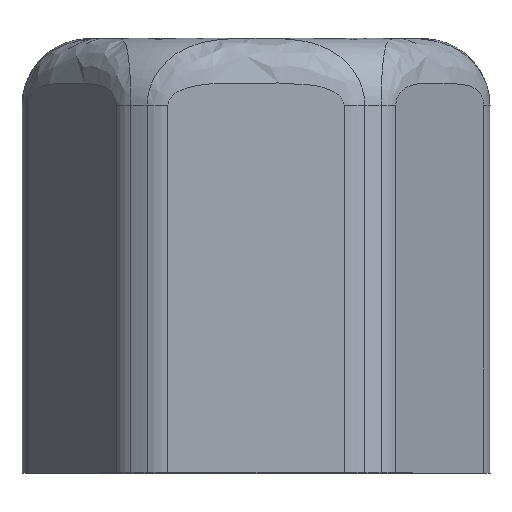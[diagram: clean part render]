
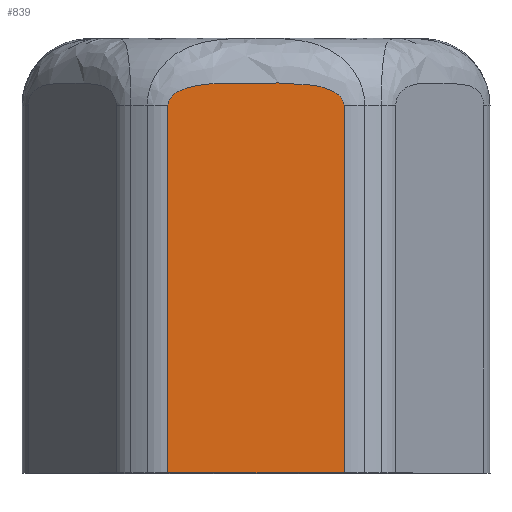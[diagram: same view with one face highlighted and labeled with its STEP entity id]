
A CAD part, top view. The second image highlights one B-rep face of the part: STEP entity #839.
In plain terms, the highlighted planar face has unit normal (0, 0, 1).
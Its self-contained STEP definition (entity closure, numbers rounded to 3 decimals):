
#24=PLANE('',#919);
#53=FACE_OUTER_BOUND('',#106,.T.);
#106=EDGE_LOOP('',(#576,#577,#578,#579));
#225=B_SPLINE_CURVE_WITH_KNOTS('',3,(#1592,#1593,#1594,#1595,#1596,#1597,
#1598,#1599,#1600,#1601,#1602,#1603,#1604,#1605,#1606),.UNSPECIFIED.,.F.,
 .F.,(4,1,1,1,1,1,1,1,1,1,1,1,4),(0.,0.031,0.062,
0.124,0.186,0.248,0.372,
0.496,0.62,0.744,0.806,
0.837,0.868),.UNSPECIFIED.);
#251=LINE('',#1495,#292);
#254=LINE('',#1612,#295);
#255=LINE('',#1614,#296);
#292=VECTOR('',#1036,10.);
#295=VECTOR('',#1047,10.);
#296=VECTOR('',#1050,10.);
#348=VERTEX_POINT('',#1492);
#349=VERTEX_POINT('',#1494);
#351=VERTEX_POINT('',#1574);
#353=VERTEX_POINT('',#1608);
#433=EDGE_CURVE('',#348,#349,#251,.T.);
#438=EDGE_CURVE('',#349,#351,#225,.T.);
#441=EDGE_CURVE('',#351,#353,#254,.T.);
#442=EDGE_CURVE('',#353,#348,#255,.T.);
#576=ORIENTED_EDGE('',*,*,#441,.F.);
#577=ORIENTED_EDGE('',*,*,#438,.F.);
#578=ORIENTED_EDGE('',*,*,#433,.F.);
#579=ORIENTED_EDGE('',*,*,#442,.F.);
#839=ADVANCED_FACE('',(#53),#24,.T.);
#919=AXIS2_PLACEMENT_3D('',#1613,#1048,#1049);
#1036=DIRECTION('',(0.,1.,0.));
#1047=DIRECTION('',(0.,-1.,0.));
#1048=DIRECTION('center_axis',(0.,0.,1.));
#1049=DIRECTION('ref_axis',(1.,0.,0.));
#1050=DIRECTION('',(-1.,0.,0.));
#1492=CARTESIAN_POINT('',(-3.95,-1.5,9.526));
#1494=CARTESIAN_POINT('',(-3.95,15.,9.526));
#1495=CARTESIAN_POINT('',(-3.95,0.,9.526));
#1574=CARTESIAN_POINT('',(3.95,15.,9.526));
#1592=CARTESIAN_POINT('Ctrl Pts',(-3.95,15.,9.526));
#1593=CARTESIAN_POINT('Ctrl Pts',(-3.95,15.103,9.526));
#1594=CARTESIAN_POINT('Ctrl Pts',(-3.876,15.305,9.526));
#1595=CARTESIAN_POINT('Ctrl Pts',(-3.568,15.592,9.526));
#1596=CARTESIAN_POINT('Ctrl Pts',(-3.087,15.794,9.526));
#1597=CARTESIAN_POINT('Ctrl Pts',(-2.478,15.917,9.526));
#1598=CARTESIAN_POINT('Ctrl Pts',(-1.653,15.992,9.526));
#1599=CARTESIAN_POINT('Ctrl Pts',(-0.62,15.999,9.526));
#1600=CARTESIAN_POINT('Ctrl Pts',(0.621,16.001,9.526));
#1601=CARTESIAN_POINT('Ctrl Pts',(1.86,15.987,9.526));
#1602=CARTESIAN_POINT('Ctrl Pts',(2.892,15.874,9.526));
#1603=CARTESIAN_POINT('Ctrl Pts',(3.569,15.592,9.526));
#1604=CARTESIAN_POINT('Ctrl Pts',(3.876,15.305,9.526));
#1605=CARTESIAN_POINT('Ctrl Pts',(3.95,15.103,9.526));
#1606=CARTESIAN_POINT('Ctrl Pts',(3.95,15.,9.526));
#1608=CARTESIAN_POINT('',(3.95,-1.5,9.526));
#1612=CARTESIAN_POINT('',(3.95,0.,9.526));
#1613=CARTESIAN_POINT('Origin',(-5.5,-1.5,9.526));
#1614=CARTESIAN_POINT('',(-2.75,-1.5,9.526));
